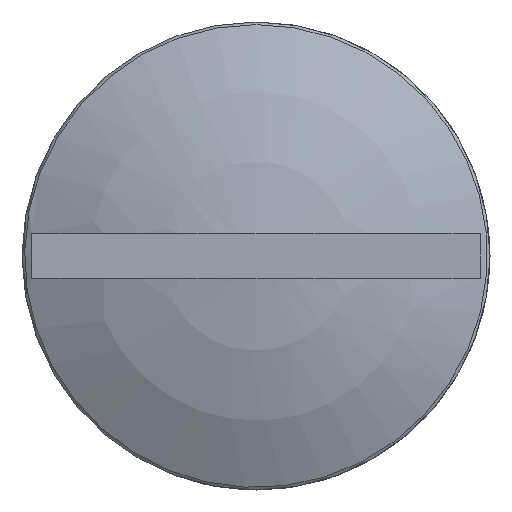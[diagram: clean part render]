
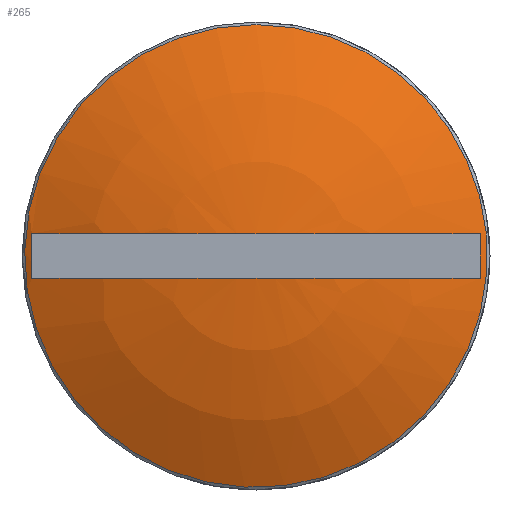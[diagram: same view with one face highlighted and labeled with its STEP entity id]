
A CAD part, front view. The second image highlights one B-rep face of the part: STEP entity #265.
In plain terms, the highlighted spherical face has radius 25.5 mm.
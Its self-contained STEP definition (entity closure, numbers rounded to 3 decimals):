
#48=ORIENTED_EDGE('',*,*,#86,.T.);
#49=ORIENTED_EDGE('',*,*,#87,.T.);
#50=ORIENTED_EDGE('',*,*,#88,.T.);
#51=ORIENTED_EDGE('',*,*,#89,.T.);
#52=ORIENTED_EDGE('',*,*,#90,.T.);
#86=EDGE_CURVE('',#105,#105,#120,.F.);
#87=EDGE_CURVE('',#106,#107,#121,.F.);
#88=EDGE_CURVE('',#107,#108,#122,.F.);
#89=EDGE_CURVE('',#108,#109,#123,.F.);
#90=EDGE_CURVE('',#109,#106,#124,.F.);
#105=VERTEX_POINT('',#368);
#106=VERTEX_POINT('',#370);
#107=VERTEX_POINT('',#371);
#108=VERTEX_POINT('',#373);
#109=VERTEX_POINT('',#375);
#120=CIRCLE('',#284,11.866);
#121=CIRCLE('',#285,25.474);
#122=CIRCLE('',#286,22.76);
#123=CIRCLE('',#287,25.474);
#124=CIRCLE('',#288,22.76);
#131=EDGE_LOOP('',(#48));
#132=EDGE_LOOP('',(#49,#50,#51,#52));
#151=FACE_BOUND('',#131,.T.);
#152=FACE_BOUND('',#132,.T.);
#171=SPHERICAL_SURFACE('',#283,25.5);
#265=ADVANCED_FACE('',(#151,#152),#171,.T.);
#283=AXIS2_PLACEMENT_3D('',#366,#309,#310);
#284=AXIS2_PLACEMENT_3D('',#367,#311,#312);
#285=AXIS2_PLACEMENT_3D('',#369,#313,#314);
#286=AXIS2_PLACEMENT_3D('',#372,#315,#316);
#287=AXIS2_PLACEMENT_3D('',#374,#317,#318);
#288=AXIS2_PLACEMENT_3D('',#376,#319,#320);
#309=DIRECTION('',(0.,1.,0.));
#310=DIRECTION('',(1.,0.,0.));
#311=DIRECTION('',(0.,1.,0.));
#312=DIRECTION('',(0.,0.,1.));
#313=DIRECTION('',(0.,0.,1.));
#314=DIRECTION('',(1.,0.,0.));
#315=DIRECTION('',(1.,0.,0.));
#316=DIRECTION('',(0.,0.,-1.));
#317=DIRECTION('',(0.,0.,-1.));
#318=DIRECTION('',(-1.,0.,0.));
#319=DIRECTION('',(-1.,0.,0.));
#320=DIRECTION('',(0.,0.,1.));
#366=CARTESIAN_POINT('',(0.,-21.,0.));
#367=CARTESIAN_POINT('',(0.,-43.571,0.));
#368=CARTESIAN_POINT('',(0.,-43.571,11.866));
#369=CARTESIAN_POINT('',(0.,-21.,-1.15));
#370=CARTESIAN_POINT('',(11.5,-43.731,-1.15));
#371=CARTESIAN_POINT('',(-11.5,-43.731,-1.15));
#372=CARTESIAN_POINT('',(-11.5,-21.,0.));
#373=CARTESIAN_POINT('',(-11.5,-43.731,1.15));
#374=CARTESIAN_POINT('',(0.,-21.,1.15));
#375=CARTESIAN_POINT('',(11.5,-43.731,1.15));
#376=CARTESIAN_POINT('',(11.5,-21.,0.));
